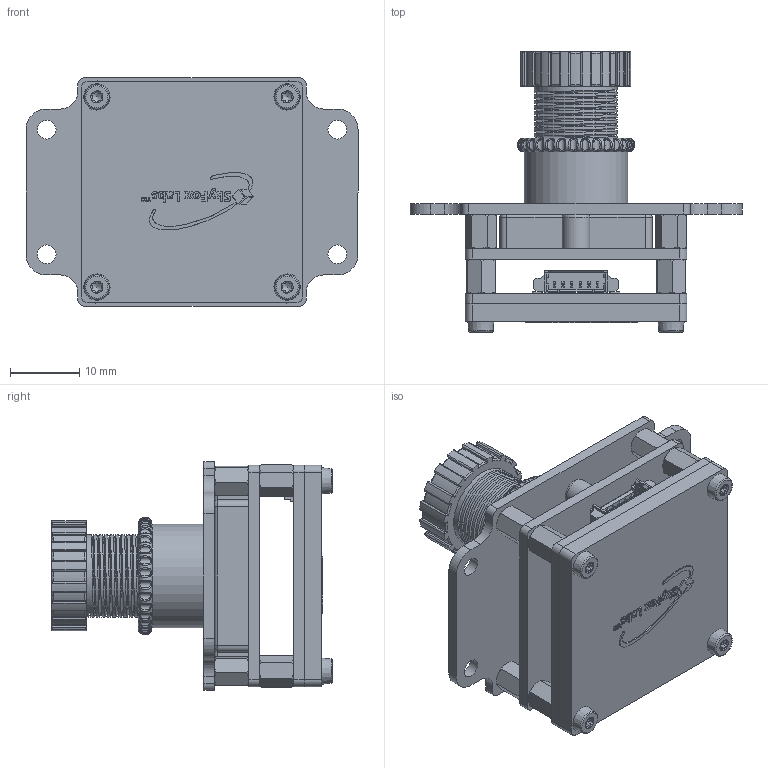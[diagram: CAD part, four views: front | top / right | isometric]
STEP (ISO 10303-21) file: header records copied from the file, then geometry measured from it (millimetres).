
FILE_DESCRIPTION (( '' ), '' );
FILE_NAME ('', '', ( '' ), ( '' ), '', '', '' );
FILE_SCHEMA (('CONFIG_CONTROL_DESIGN'));
Length unit declared in the file: millimetre
Products named in the file (19): piCAM; piCAM_bot; piCAM_bot_1; logo; piCAM_pcb; piCAM_pcb_1; 532610671 Tin; cam_module; piCAM_1; camere_alodine; cam_nut; piCAM_top; Camera end; Camera end_1; Len; M2x5mm_FF; M2x5mm; BN 15857 3108689 hexalobular socket head cap screw M2x3; BN 4851 3271457 hexalobular socket countersunk flat head screw M2x5
Assembly tree (30 placements, depth 3):
  piCAM
    piCAM_bot
      piCAM_bot_1
      logo
    piCAM_pcb
      piCAM_pcb_1
      532610671 Tin
    cam_module
      piCAM_1
      camere_alodine
      cam_nut
    piCAM_top
    Camera end
      Camera end_1
      Len
    M2x5mm_FF  x4
    M2x5mm  x4
    BN 15857 3108689 hexalobular socket head cap screw M2x3  x4
    BN 4851 3271457 hexalobular socket countersunk flat head screw M2x5  x4
Bounding box: 48 x 40.55 x 33 mm (x, y, z)
Volume: 14037 mm3; surface area: 15887.4 mm2
Topology: 41 solids, 41 shells, 1325 faces, 3427 edges, 2230 vertices
Faces by surface type: plane 625, cylinder 385, cone 196, bspline 67, torus 52
Full cylindrical faces by diameter (mm): 1.3 x4, 1.567 x8, 1.754 x4, 2 x12, 2.1 x16, 2.7 x4, 3.8 x4, 8 x1, 9 x1, 12 x14, 15 x1, 17 x1
Entity records: 39344 total; most frequent: CARTESIAN_POINT 14826, ORIENTED_EDGE 5078, DIRECTION 4690, EDGE_CURVE 2539, VERTEX_POINT 1651, LINE 1636, VECTOR 1636, AXIS2_PLACEMENT_3D 1527
